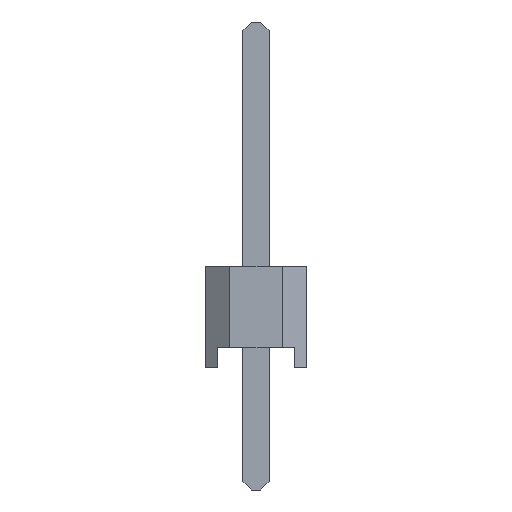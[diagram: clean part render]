
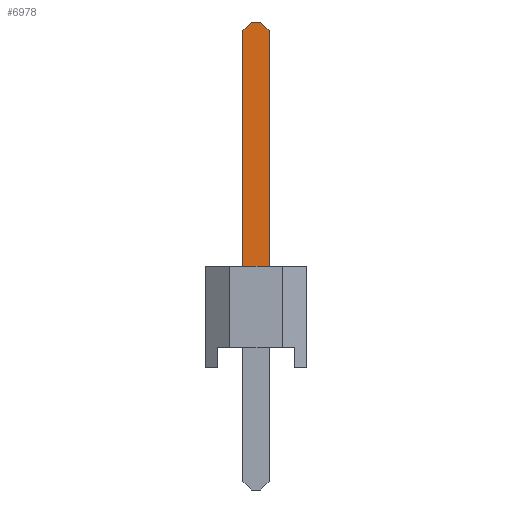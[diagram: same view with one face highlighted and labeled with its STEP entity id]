
A CAD part, left-side view. The second image highlights one B-rep face of the part: STEP entity #6978.
In plain terms, the highlighted planar face has unit normal (-1, 0, 0).
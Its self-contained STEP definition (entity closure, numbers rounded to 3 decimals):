
#70 = LINE ( 'NONE', #23995, #23409 ) ;
#530 = VECTOR ( 'NONE', #9397, 1000. ) ;
#1850 = ORIENTED_EDGE ( 'NONE', *, *, #5362, .T. ) ;
#2035 = VERTEX_POINT ( 'NONE', #4867 ) ;
#2461 = EDGE_CURVE ( 'NONE', #18126, #28172, #25504, .T. ) ;
#3206 = DIRECTION ( 'NONE',  ( 0., 0., -1. ) ) ;
#3286 = CARTESIAN_POINT ( 'NONE',  ( -18.1, 0.32, 8.3 ) ) ;
#3470 = EDGE_LOOP ( 'NONE', ( #10111, #20795, #1850, #25236, #25635, #8048 ) ) ;
#3781 = VECTOR ( 'NONE', #20585, 1000. ) ;
#3935 = DIRECTION ( 'NONE',  ( 0., 1., 0. ) ) ;
#4320 = DIRECTION ( 'NONE',  ( 0., 0., 1. ) ) ;
#4867 = CARTESIAN_POINT ( 'NONE',  ( -18.1, -0.32, 2.5 ) ) ;
#5247 = CARTESIAN_POINT ( 'NONE',  ( -18.1, -0.32, 8.3 ) ) ;
#5362 = EDGE_CURVE ( 'NONE', #26408, #16366, #13943, .T. ) ;
#5553 = EDGE_CURVE ( 'NONE', #17108, #18126, #13587, .T. ) ;
#6186 = VECTOR ( 'NONE', #3206, 1000. ) ;
#6376 = DIRECTION ( 'NONE',  ( -1., 0., 0. ) ) ;
#6889 = CARTESIAN_POINT ( 'NONE',  ( -18.1, 0.12, 8.5 ) ) ;
#6978 = ADVANCED_FACE ( 'NONE', ( #12886 ), #8688, .T. ) ;
#7627 = CARTESIAN_POINT ( 'NONE',  ( -18.1, -0.32, 8.3 ) ) ;
#8048 = ORIENTED_EDGE ( 'NONE', *, *, #2461, .T. ) ;
#8563 = CARTESIAN_POINT ( 'NONE',  ( -18.1, 0., 2.5 ) ) ;
#8688 = PLANE ( 'NONE',  #26581 ) ;
#8838 = DIRECTION ( 'NONE',  ( 0., 0., 1. ) ) ;
#9397 = DIRECTION ( 'NONE',  ( 0., 0.707, -0.707 ) ) ;
#10111 = ORIENTED_EDGE ( 'NONE', *, *, #24503, .F. ) ;
#10166 = DIRECTION ( 'NONE',  ( 0., 1., 0. ) ) ;
#10688 = VECTOR ( 'NONE', #10166, 1000. ) ;
#11799 = LINE ( 'NONE', #16802, #10688 ) ;
#12886 = FACE_OUTER_BOUND ( 'NONE', #3470, .T. ) ;
#13037 = CARTESIAN_POINT ( 'NONE',  ( -18.1, -0.12, 8.5 ) ) ;
#13587 = LINE ( 'NONE', #20077, #530 ) ;
#13943 = LINE ( 'NONE', #5247, #3781 ) ;
#15350 = CARTESIAN_POINT ( 'NONE',  ( -18.1, 0., 0. ) ) ;
#16366 = VERTEX_POINT ( 'NONE', #13037 ) ;
#16802 = CARTESIAN_POINT ( 'NONE',  ( -18.1, 0.12, 8.5 ) ) ;
#17108 = VERTEX_POINT ( 'NONE', #6889 ) ;
#18126 = VERTEX_POINT ( 'NONE', #3286 ) ;
#18526 = CARTESIAN_POINT ( 'NONE',  ( -18.1, 0.32, -2.8 ) ) ;
#20077 = CARTESIAN_POINT ( 'NONE',  ( -18.1, 0.32, 8.3 ) ) ;
#20585 = DIRECTION ( 'NONE',  ( 0., 0.707, 0.707 ) ) ;
#20795 = ORIENTED_EDGE ( 'NONE', *, *, #21576, .T. ) ;
#21569 = LINE ( 'NONE', #8563, #24339 ) ;
#21576 = EDGE_CURVE ( 'NONE', #2035, #26408, #70, .T. ) ;
#21999 = CARTESIAN_POINT ( 'NONE',  ( -18.1, 0.32, 2.5 ) ) ;
#23409 = VECTOR ( 'NONE', #4320, 1000. ) ;
#23995 = CARTESIAN_POINT ( 'NONE',  ( -18.1, -0.32, -2.8 ) ) ;
#24339 = VECTOR ( 'NONE', #3935, 1000. ) ;
#24503 = EDGE_CURVE ( 'NONE', #2035, #28172, #21569, .T. ) ;
#25236 = ORIENTED_EDGE ( 'NONE', *, *, #28103, .T. ) ;
#25504 = LINE ( 'NONE', #18526, #6186 ) ;
#25635 = ORIENTED_EDGE ( 'NONE', *, *, #5553, .T. ) ;
#26408 = VERTEX_POINT ( 'NONE', #7627 ) ;
#26581 = AXIS2_PLACEMENT_3D ( 'NONE', #15350, #6376, #8838 ) ;
#28103 = EDGE_CURVE ( 'NONE', #16366, #17108, #11799, .T. ) ;
#28172 = VERTEX_POINT ( 'NONE', #21999 ) ;
